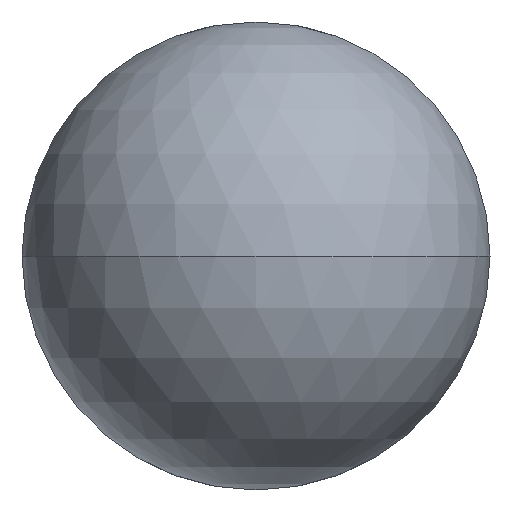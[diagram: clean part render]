
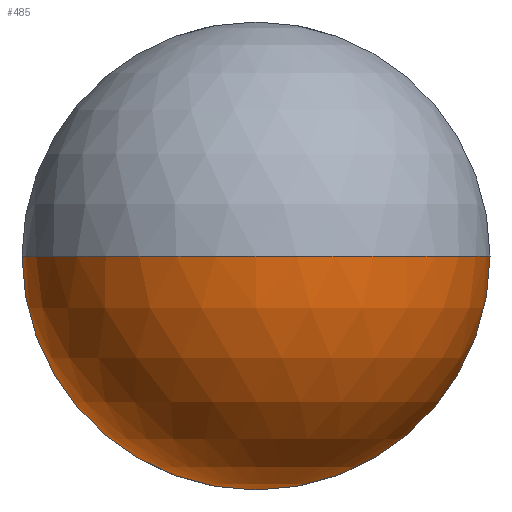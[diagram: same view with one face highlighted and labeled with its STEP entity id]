
A CAD part, front view. The second image highlights one B-rep face of the part: STEP entity #485.
In plain terms, the highlighted spherical face has radius 6.35 mm.
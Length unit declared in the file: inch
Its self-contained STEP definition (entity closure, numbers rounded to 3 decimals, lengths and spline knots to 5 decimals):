
#52 = CARTESIAN_POINT ( 'NONE',  ( 0., 0.25, 0. ) ) ;
#54 = CARTESIAN_POINT ( 'NONE',  ( 0., 0.25, 0. ) ) ;
#64 = CIRCLE ( 'NONE', #365, 0.25 ) ;
#66 = AXIS2_PLACEMENT_3D ( 'NONE', #54, #167, #332 ) ;
#68 = CARTESIAN_POINT ( 'NONE',  ( 0., 0.25, -0.25 ) ) ;
#122 = VERTEX_POINT ( 'NONE', #68 ) ;
#149 = ORIENTED_EDGE ( 'NONE', *, *, #300, .T. ) ;
#167 = DIRECTION ( 'NONE',  ( 0., 0., 1. ) ) ;
#195 = CIRCLE ( 'NONE', #66, 0.25 ) ;
#205 = DIRECTION ( 'NONE',  ( 0., -1., 0. ) ) ;
#209 = DIRECTION ( 'NONE',  ( 0., 0., -1. ) ) ;
#210 = ORIENTED_EDGE ( 'NONE', *, *, #266, .T. ) ;
#252 = CARTESIAN_POINT ( 'NONE',  ( 0., 0.25, 0. ) ) ;
#261 = DIRECTION ( 'NONE',  ( -1., 0., 0. ) ) ;
#266 = EDGE_CURVE ( 'NONE', #122, #383, #375, .T. ) ;
#291 = SPHERICAL_SURFACE ( 'NONE', #314, 0.25 ) ;
#300 = EDGE_CURVE ( 'NONE', #453, #122, #520, .T. ) ;
#314 = AXIS2_PLACEMENT_3D ( 'NONE', #252, #209, #385 ) ;
#332 = DIRECTION ( 'NONE',  ( 1., 0., 0. ) ) ;
#334 = EDGE_CURVE ( 'NONE', #383, #501, #64, .T. ) ;
#365 = AXIS2_PLACEMENT_3D ( 'NONE', #402, #396, #261 ) ;
#375 = CIRCLE ( 'NONE', #505, 0.25 ) ;
#381 = DIRECTION ( 'NONE',  ( 0., 0., -1. ) ) ;
#383 = VERTEX_POINT ( 'NONE', #487 ) ;
#385 = DIRECTION ( 'NONE',  ( -1., 0., 0. ) ) ;
#396 = DIRECTION ( 'NONE',  ( 0., 0., -1. ) ) ;
#402 = CARTESIAN_POINT ( 'NONE',  ( 0., 0.25, 0. ) ) ;
#408 = AXIS2_PLACEMENT_3D ( 'NONE', #52, #205, #381 ) ;
#416 = CARTESIAN_POINT ( 'NONE',  ( 0., 0., 0. ) ) ;
#424 = ORIENTED_EDGE ( 'NONE', *, *, #334, .T. ) ;
#430 = EDGE_CURVE ( 'NONE', #453, #501, #195, .T. ) ;
#453 = VERTEX_POINT ( 'NONE', #502 ) ;
#458 = FACE_OUTER_BOUND ( 'NONE', #488, .T. ) ;
#485 = ADVANCED_FACE ( 'NONE', ( #458 ), #291, .T. ) ;
#487 = CARTESIAN_POINT ( 'NONE',  ( 0.25, 0.25, 0. ) ) ;
#488 = EDGE_LOOP ( 'NONE', ( #149, #210, #424, #491 ) ) ;
#490 = DIRECTION ( 'NONE',  ( 0., -1., 0. ) ) ;
#491 = ORIENTED_EDGE ( 'NONE', *, *, #430, .F. ) ;
#501 = VERTEX_POINT ( 'NONE', #416 ) ;
#502 = CARTESIAN_POINT ( 'NONE',  ( -0.25, 0.25, 0. ) ) ;
#503 = DIRECTION ( 'NONE',  ( 0., 0., -1. ) ) ;
#505 = AXIS2_PLACEMENT_3D ( 'NONE', #515, #490, #503 ) ;
#515 = CARTESIAN_POINT ( 'NONE',  ( 0., 0.25, 0. ) ) ;
#520 = CIRCLE ( 'NONE', #408, 0.25 ) ;
